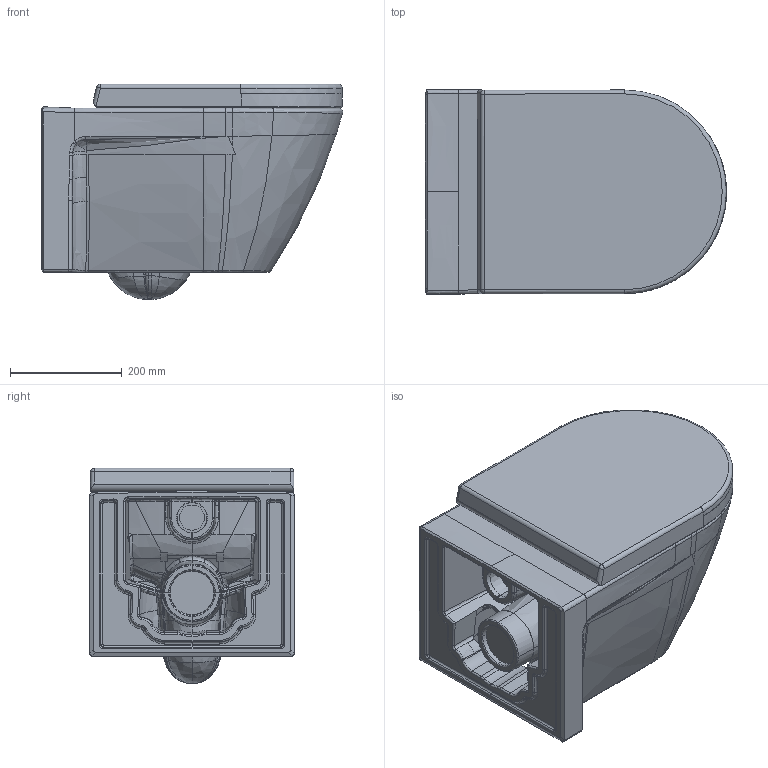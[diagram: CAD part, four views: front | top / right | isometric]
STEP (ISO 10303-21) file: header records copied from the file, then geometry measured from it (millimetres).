
FILE_DESCRIPTION((''),'2;1');
FILE_NAME('253409.stp','2012-03-07T21:23:27',('Administrator'),(''),'Autodesk Inventor 2011','Autodesk Inventor 2011','');
FILE_SCHEMA(('CONFIG_CONTROL_DESIGN'));
Length unit declared in the file: millimetre
Products named in the file (3): 253409; 006989
Assembly tree (2 placements, depth 2):
  253409
    253409
    006989
Bounding box: 539.91 x 367.31 x 386.29 mm (x, y, z)
Volume: 24189317.1 mm3; surface area: 1676051.4 mm2
Topology: 2 solids, 2 shells, 1201 faces, 2858 edges, 1650 vertices
Faces by surface type: bspline 923, cylinder 98, plane 95, torus 42, cone 23, sphere 20
Full cylindrical faces by diameter (mm): 15 x2, 20 x2
Entity records: 128714 total; most frequent: CARTESIAN_POINT 105167, ORIENTED_EDGE 5656, DIRECTION 2882, EDGE_CURVE 2828, VERTEX_POINT 1644, B_SPLINE_CURVE_WITH_KNOTS 1440, EDGE_LOOP 1220, AXIS2_PLACEMENT_3D 1211
